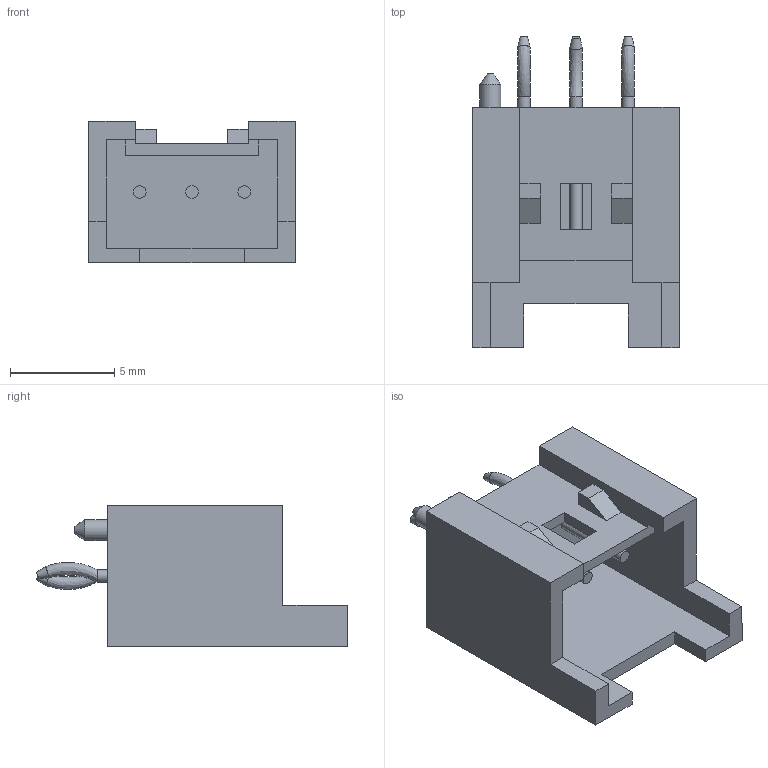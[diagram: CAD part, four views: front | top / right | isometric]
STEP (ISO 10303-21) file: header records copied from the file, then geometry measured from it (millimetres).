
FILE_DESCRIPTION(/* description */ (''),/* implementation_level */ '2;1');
FILE_NAME(/* name */ '533750310wbm000_01_214.stp',/* time_stamp */ '2023-12-08T17:08:35+06:00',/* author */ (''),/* organization */ (''),/* preprocessor_version */ 'ST-DEVELOPER v16.7',/* originating_system */ 'SIEMENS PLM Software NX 1919',/* authorisation */ '');
FILE_SCHEMA (('AUTOMOTIVE_DESIGN { 1 0 10303 214 3 1 1 1 }'));
Length unit declared in the file: millimetre
Products named in the file (1): 533750310wbm000_01
Bounding box: 9.9 x 14.9 x 6.8 mm (x, y, z)
Volume: 297.6 mm3; surface area: 697.3 mm2
Topology: 1 solids, 1 shells, 61 faces, 160 edges, 108 vertices
Faces by surface type: plane 47, cylinder 7, bspline 6, cone 1
Full cylindrical faces by diameter (mm): 0.6 x6, 1 x1
Entity records: 2875 total; most frequent: CARTESIAN_POINT 1488, ORIENTED_EDGE 270, DIRECTION 250, EDGE_CURVE 135, LINE 114, VECTOR 114, VERTEX_POINT 97, EDGE_LOOP 84
